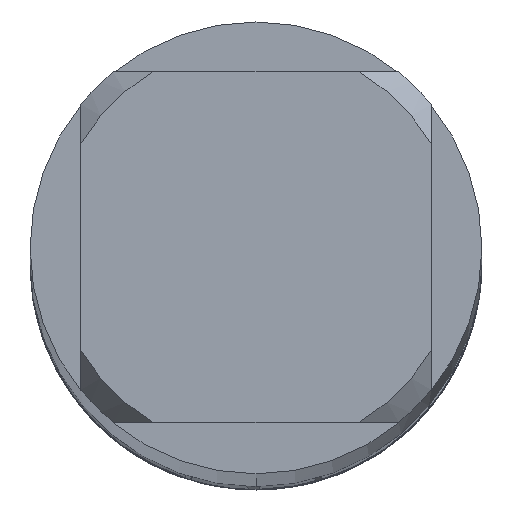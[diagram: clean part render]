
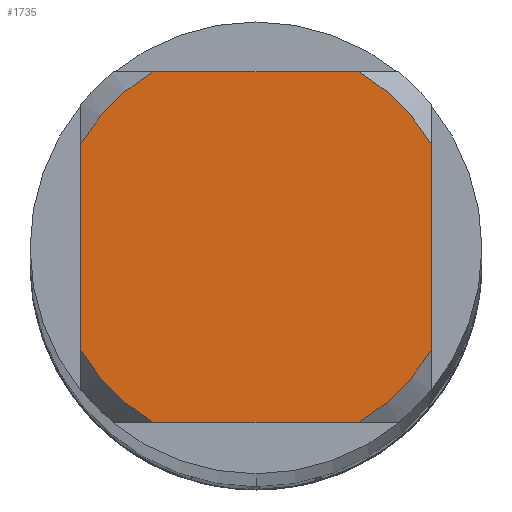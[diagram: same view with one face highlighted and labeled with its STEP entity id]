
A CAD part, top view. The second image highlights one B-rep face of the part: STEP entity #1735.
In plain terms, the highlighted planar face has unit normal (0, 0, 1).
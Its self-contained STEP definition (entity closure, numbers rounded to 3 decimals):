
#1735=ADVANCED_FACE('',(#4638),#4639,.T.);
#1915=VERTEX_POINT('',#4835);
#1927=EDGE_CURVE('',#4233,#2643,#4848,.T.);
#2163=EDGE_CURVE('',#1915,#2885,#5107,.T.);
#2457=VERTEX_POINT('',#5424);
#2621=EDGE_CURVE('',#2457,#3981,#5605,.T.);
#2643=VERTEX_POINT('',#5628);
#2885=VERTEX_POINT('',#5903);
#3257=EDGE_CURVE('',#3391,#3969,#6306,.T.);
#3317=EDGE_CURVE('',#3391,#2885,#6371,.T.);
#3391=VERTEX_POINT('',#6448);
#3747=EDGE_CURVE('',#2457,#2643,#6835,.T.);
#3803=EDGE_CURVE('',#4233,#3969,#6897,.T.);
#3969=VERTEX_POINT('',#7080);
#3981=VERTEX_POINT('',#7093);
#4033=EDGE_CURVE('',#1915,#3981,#7153,.T.);
#4233=VERTEX_POINT('',#7366);
#4638=FACE_OUTER_BOUND('',#8227,.T.);
#4639=PLANE('',#8228);
#4835=CARTESIAN_POINT('',(-1.83,-3.1,0.0));
#4848=LINE('',#8671,#8672);
#5107=LINE('',#9313,#9314);
#5424=CARTESIAN_POINT('',(-3.1,1.83,0.0));
#5605=LINE('',#10769,#10770);
#5628=CARTESIAN_POINT('',(-1.83,3.1,0.0));
#5903=CARTESIAN_POINT('',(1.83,-3.1,0.0));
#6306=LINE('',#12253,#12254);
#6371=CIRCLE('',#12467,3.6);
#6448=CARTESIAN_POINT('',(3.1,-1.83,0.0));
#6835=CIRCLE('',#13523,3.6);
#6897=CIRCLE('',#13909,3.6);
#7080=CARTESIAN_POINT('',(3.1,1.83,0.0));
#7093=CARTESIAN_POINT('',(-3.1,-1.83,0.0));
#7153=CIRCLE('',#14790,3.6);
#7366=CARTESIAN_POINT('',(1.83,3.1,0.0));
#8227=EDGE_LOOP('',(#16683,#16684,#16685,#16686,#16687,#16688,#16689,#16690));
#8228=AXIS2_PLACEMENT_3D('',#16691,#16692,#16693);
#8671=CARTESIAN_POINT('',(0.0,3.1,0.0));
#8672=VECTOR('',#16918,1.0);
#9313=CARTESIAN_POINT('',(0.0,-3.1,0.0));
#9314=VECTOR('',#17191,1.0);
#10769=CARTESIAN_POINT('',(-3.1,0.9,0.0));
#10770=VECTOR('',#17760,1.0);
#12253=CARTESIAN_POINT('',(3.1,0.9,0.0));
#12254=VECTOR('',#18517,1.0);
#12467=AXIS2_PLACEMENT_3D('',#18572,#18573,#18574);
#13523=AXIS2_PLACEMENT_3D('',#19022,#19023,#19024);
#13909=AXIS2_PLACEMENT_3D('',#19080,#19081,#19082);
#14790=AXIS2_PLACEMENT_3D('',#19393,#19394,#19395);
#16683=ORIENTED_EDGE('',*,*,#2621,.T.);
#16684=ORIENTED_EDGE('',*,*,#4033,.F.);
#16685=ORIENTED_EDGE('',*,*,#2163,.T.);
#16686=ORIENTED_EDGE('',*,*,#3317,.F.);
#16687=ORIENTED_EDGE('',*,*,#3257,.T.);
#16688=ORIENTED_EDGE('',*,*,#3803,.F.);
#16689=ORIENTED_EDGE('',*,*,#1927,.T.);
#16690=ORIENTED_EDGE('',*,*,#3747,.F.);
#16691=CARTESIAN_POINT('',(0.0,1.8,0.0));
#16692=DIRECTION('',(-0.0,0.0,1.0));
#16693=DIRECTION('',(0.0,-1.0,0.0));
#16918=DIRECTION('',(-1.0,0.0,0.0));
#17191=DIRECTION('',(1.0,0.0,0.0));
#17760=DIRECTION('',(-0.0,-1.0,0.0));
#18517=DIRECTION('',(-0.0,1.0,0.0));
#18572=CARTESIAN_POINT('',(0.0,0.0,0.0));
#18573=DIRECTION('',(0.0,0.0,-1.0));
#18574=DIRECTION('',(0.0,1.0,0.0));
#19022=CARTESIAN_POINT('',(0.0,0.0,0.0));
#19023=DIRECTION('',(0.0,0.0,-1.0));
#19024=DIRECTION('',(0.0,1.0,0.0));
#19080=CARTESIAN_POINT('',(0.0,0.0,0.0));
#19081=DIRECTION('',(0.0,0.0,-1.0));
#19082=DIRECTION('',(0.0,1.0,0.0));
#19393=CARTESIAN_POINT('',(0.0,0.0,0.0));
#19394=DIRECTION('',(0.0,0.0,-1.0));
#19395=DIRECTION('',(0.0,1.0,0.0));
